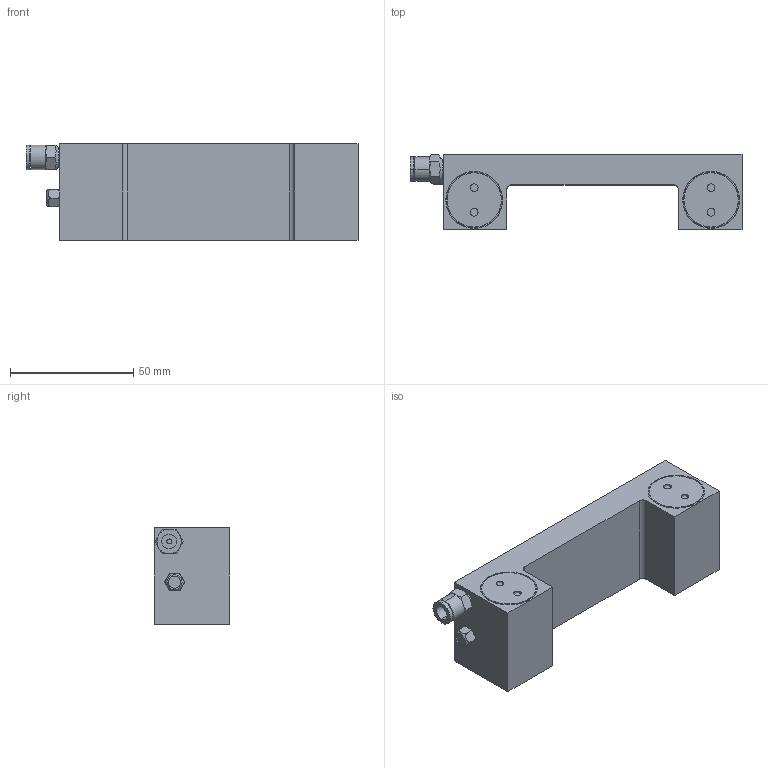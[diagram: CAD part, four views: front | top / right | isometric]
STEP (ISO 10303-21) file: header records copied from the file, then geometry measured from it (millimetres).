
FILE_DESCRIPTION (( 'STEP AP214' ), '1' );
FILE_NAME ('CP25W.STEP', '2018-12-01T08:18:44', ( 'USER-' ), ( 'MS' ), 'SwSTEP 2.0', 'SolidWorks 2012', '' );
FILE_SCHEMA (( 'AUTOMOTIVE_DESIGN' ));
Length unit declared in the file: millimetre
Products named in the file (1): CP25W
Bounding box: 134.5 x 30.5 x 39 mm (x, y, z)
Volume: 94052.8 mm3; surface area: 23672.2 mm2
Topology: 5 solids, 5 shells, 137 faces, 308 edges, 188 vertices
Faces by surface type: cylinder 52, plane 41, cone 40, torus 4
Entity records: 5659 total; most frequent: CARTESIAN_POINT 982, DIRECTION 684, ORIENTED_EDGE 600, EDGE_CURVE 300, AXIS2_PLACEMENT_3D 278, VERTEX_POINT 188, EDGE_LOOP 164, UNCERTAINTY_MEASURE_WITH_UNIT 144
